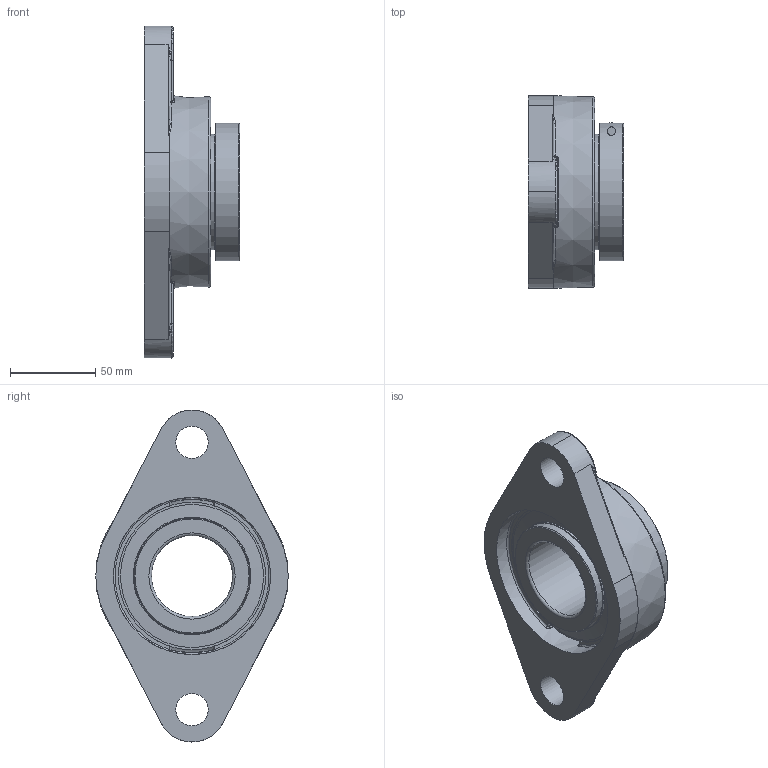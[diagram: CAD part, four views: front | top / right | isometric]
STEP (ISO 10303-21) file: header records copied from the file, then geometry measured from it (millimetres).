
FILE_DESCRIPTION(('HOOPS Exchange Step'),'2;1');
FILE_NAME('export-BF7B0285-EB72-4A01-BDC1-317A5F05E637.stp','2020-05-28T07:40:33-07:00',('dkerr'),('Alibre'),'HOOPS Exchange 2020.0','Alibre','Unknown authorisation');
FILE_SCHEMA( ('AP242_MANAGED_MODEL_BASED_3D_ENGINEERING_MIM_LF {1 0 10303 442 1 1 4 }') );
Length unit declared in the file: inch
Products named in the file (8): MRN SFLM L4L 210; MRN SUE 210-30 L4L (1.875) (Race); MRN SUE 210 L4L (Ball); MRN SUE 210 L4L (Shield); MRN SUE 210 L4L (Lock Ring); MRN SUE 210 L4L (Bolt); MRN SUE 210-30 L4L (1.875); MRN SUESFLM 210-30 L4L (1.875inch)
Assembly tree (8 placements, depth 3):
  MRN SUESFLM 210-30 L4L (1.875inch)
    MRN SFLM L4L 210
    MRN SUE 210-30 L4L (1.875)
      MRN SUE 210-30 L4L (1.875) (Race)
      MRN SUE 210 L4L (Ball)
      MRN SUE 210 L4L (Shield)  x2
      MRN SUE 210 L4L (Lock Ring)
      MRN SUE 210 L4L (Bolt)
Bounding box: 56.1 x 113 x 195 mm (x, y, z)
Volume: 341929.9 mm3; surface area: 108994.1 mm2
Topology: 17 solids, 17 shells, 245 faces, 659 edges, 423 vertices
Faces by surface type: plane 75, cylinder 67, torus 35, cone 31, sphere 21, bspline 16
Full cylindrical faces by diameter (mm): 4.917 x2, 6.4 x1, 10 x1, 19 x2, 47.625 x1, 68 x4, 69.016 x2, 80 x2, 84 x2, 90.458 x1, 92.458 x1, 100.1 x1
Entity records: 17016 total; most frequent: CARTESIAN_POINT 10960, DIRECTION 1265, ORIENTED_EDGE 1218, EDGE_CURVE 609, AXIS2_PLACEMENT_3D 532, VERTEX_POINT 409, CIRCLE 286, EDGE_LOOP 260
